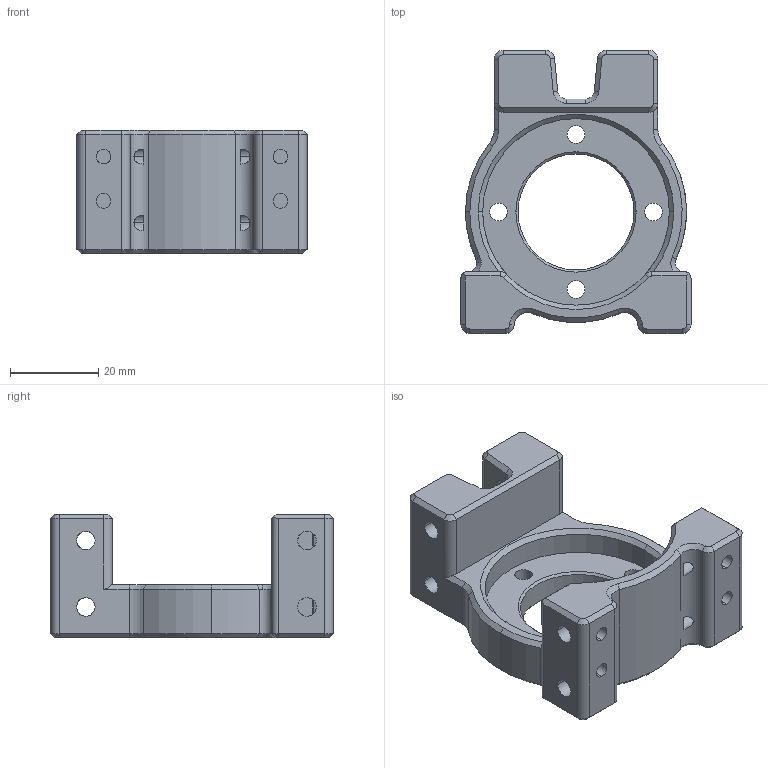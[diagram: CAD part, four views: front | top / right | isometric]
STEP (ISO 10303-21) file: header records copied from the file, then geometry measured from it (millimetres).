
FILE_DESCRIPTION (( 'STEP AP203' ), '1' );
FILE_NAME ('天之博特M3508减震套装-普通版支架.STEP', '2020-11-17T07:29:43', ( '' ), ( '' ), 'SwSTEP 2.0', 'SolidWorks 2017', '' );
FILE_SCHEMA (( 'CONFIG_CONTROL_DESIGN' ));
Length unit declared in the file: millimetre
Products named in the file (1): 天之博特M3508减震套装-普通版支架
Bounding box: 52 x 64 x 28 mm (x, y, z)
Volume: 31057.7 mm3; surface area: 14503 mm2
Topology: 1 solids, 1 shells, 211 faces, 563 edges, 346 vertices
Faces by surface type: cylinder 87, cone 64, plane 60
Entity records: 7256 total; most frequent: CARTESIAN_POINT 1863, DIRECTION 1131, ORIENTED_EDGE 1126, EDGE_CURVE 563, AXIS2_PLACEMENT_3D 430, VERTEX_POINT 346, VECTOR 271, LINE 271
